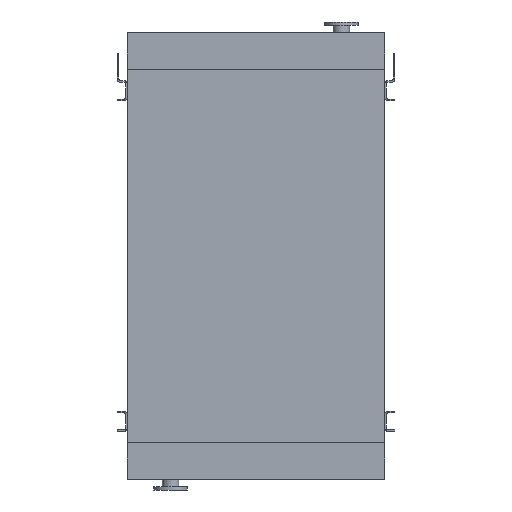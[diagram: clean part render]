
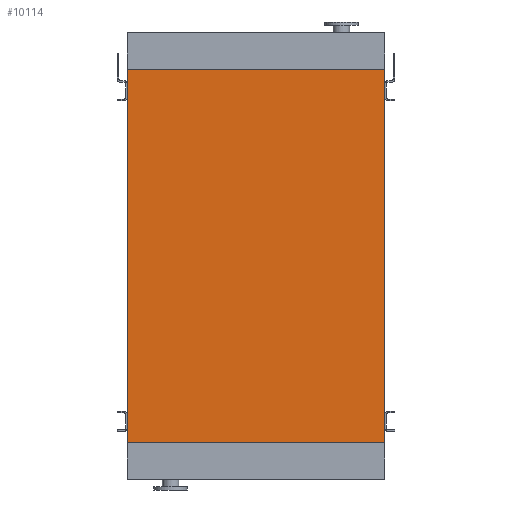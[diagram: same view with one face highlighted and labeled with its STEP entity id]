
A CAD part, front view. The second image highlights one B-rep face of the part: STEP entity #10114.
In plain terms, the highlighted planar face has unit normal (0, -1, 0).
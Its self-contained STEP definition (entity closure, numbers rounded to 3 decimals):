
#203 = EDGE_CURVE ( 'NONE', #11054, #9970, #9899, .T. ) ;
#416 = EDGE_CURVE ( 'NONE', #2563, #11054, #1493, .T. ) ;
#503 = LINE ( 'NONE', #2124, #10621 ) ;
#797 = PLANE ( 'NONE',  #6554 ) ;
#1022 = EDGE_CURVE ( 'NONE', #2563, #9629, #6894, .T. ) ;
#1048 = DIRECTION ( 'NONE',  ( 0., 0., 1. ) ) ;
#1493 = LINE ( 'NONE', #13122, #10839 ) ;
#1985 = CARTESIAN_POINT ( 'NONE',  ( -845., 0., -2450. ) ) ;
#2124 = CARTESIAN_POINT ( 'NONE',  ( 845., 0., -2450. ) ) ;
#2357 = ORIENTED_EDGE ( 'NONE', *, *, #203, .F. ) ;
#2563 = VERTEX_POINT ( 'NONE', #9219 ) ;
#4458 = ORIENTED_EDGE ( 'NONE', *, *, #1022, .T. ) ;
#5480 = CARTESIAN_POINT ( 'NONE',  ( -845., 0., 0. ) ) ;
#6061 = EDGE_LOOP ( 'NONE', ( #2357, #14459, #4458, #14658 ) ) ;
#6554 = AXIS2_PLACEMENT_3D ( 'NONE', #1985, #6998, #15414 ) ;
#6894 = LINE ( 'NONE', #13843, #10067 ) ;
#6998 = DIRECTION ( 'NONE',  ( 0., -1., 0. ) ) ;
#8021 = EDGE_CURVE ( 'NONE', #9629, #9970, #503, .T. ) ;
#9219 = CARTESIAN_POINT ( 'NONE',  ( -845., 0., -2450. ) ) ;
#9629 = VERTEX_POINT ( 'NONE', #13590 ) ;
#9899 = LINE ( 'NONE', #5480, #13110 ) ;
#9970 = VERTEX_POINT ( 'NONE', #15106 ) ;
#10067 = VECTOR ( 'NONE', #11402, 1000. ) ;
#10114 = ADVANCED_FACE ( 'NONE', ( #15127 ), #797, .T. ) ;
#10621 = VECTOR ( 'NONE', #11844, 1000. ) ;
#10839 = VECTOR ( 'NONE', #1048, 1000. ) ;
#11054 = VERTEX_POINT ( 'NONE', #13311 ) ;
#11402 = DIRECTION ( 'NONE',  ( 1., 0., 0. ) ) ;
#11844 = DIRECTION ( 'NONE',  ( 0., 0., 1. ) ) ;
#12718 = DIRECTION ( 'NONE',  ( 1., 0., 0. ) ) ;
#13110 = VECTOR ( 'NONE', #12718, 1000. ) ;
#13122 = CARTESIAN_POINT ( 'NONE',  ( -845., 0., -2450. ) ) ;
#13311 = CARTESIAN_POINT ( 'NONE',  ( -845., 0., 0. ) ) ;
#13590 = CARTESIAN_POINT ( 'NONE',  ( 845., 0., -2450. ) ) ;
#13843 = CARTESIAN_POINT ( 'NONE',  ( -845., 0., -2450. ) ) ;
#14459 = ORIENTED_EDGE ( 'NONE', *, *, #416, .F. ) ;
#14658 = ORIENTED_EDGE ( 'NONE', *, *, #8021, .T. ) ;
#15106 = CARTESIAN_POINT ( 'NONE',  ( 845., 0., 0. ) ) ;
#15127 = FACE_OUTER_BOUND ( 'NONE', #6061, .T. ) ;
#15414 = DIRECTION ( 'NONE',  ( 0., 0., -1. ) ) ;
